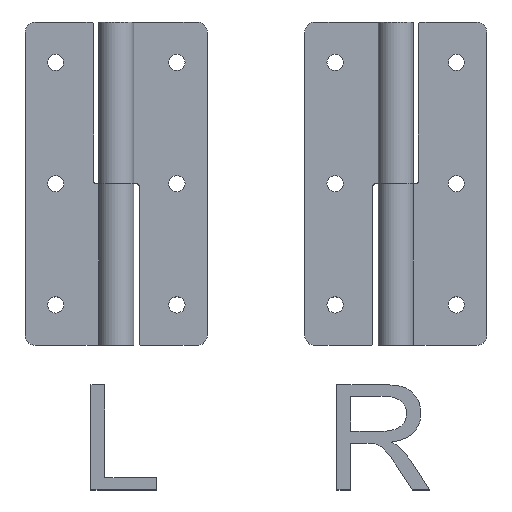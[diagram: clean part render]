
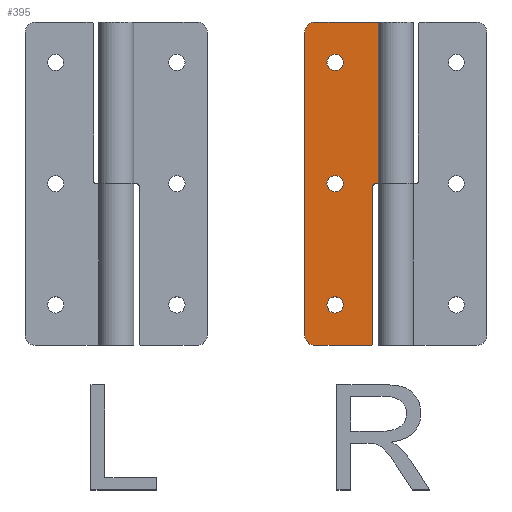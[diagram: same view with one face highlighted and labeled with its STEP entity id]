
A CAD part, top view. The second image highlights one B-rep face of the part: STEP entity #395.
In plain terms, the highlighted planar face has unit normal (0, 0, 1).
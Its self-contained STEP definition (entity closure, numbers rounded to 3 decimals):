
#22=TRIMMED_CURVE($,#130,(#3086),(#3087),.T.,.CARTESIAN.);
#24=TRIMMED_CURVE($,#132,(#3094),(#3095),.T.,.CARTESIAN.);
#26=TRIMMED_CURVE($,#134,(#3102),(#3103),.T.,.CARTESIAN.);
#28=TRIMMED_CURVE($,#136,(#3108),(#3109),.T.,.CARTESIAN.);
#30=TRIMMED_CURVE($,#138,(#3118),(#3119),.T.,.CARTESIAN.);
#32=TRIMMED_CURVE($,#140,(#3130),(#3131),.T.,.CARTESIAN.);
#34=TRIMMED_CURVE($,#142,(#3136),(#3137),.T.,.CARTESIAN.);
#36=TRIMMED_CURVE($,#144,(#3144),(#3145),.T.,.CARTESIAN.);
#38=TRIMMED_CURVE($,#146,(#3152),(#3153),.T.,.CARTESIAN.);
#40=TRIMMED_CURVE($,#148,(#3160),(#3161),.T.,.CARTESIAN.);
#130=CIRCLE('',#2148,1.6);
#132=CIRCLE('',#2150,1.6);
#134=CIRCLE('',#2152,1.6);
#136=CIRCLE('',#2154,0.5);
#138=CIRCLE('',#2156,0.5);
#140=CIRCLE('',#2158,2.);
#142=CIRCLE('',#2160,2.);
#144=CIRCLE('',#2162,1.6);
#146=CIRCLE('',#2164,1.6);
#148=CIRCLE('',#2166,1.6);
#330=FACE_BOUND('',#625,.T.);
#331=FACE_BOUND('',#626,.T.);
#332=FACE_BOUND('',#627,.T.);
#395=ADVANCED_FACE('',(#507,#330,#331,#332),#1981,.T.);
#507=FACE_OUTER_BOUND('',#624,.T.);
#624=EDGE_LOOP('',(#887,#888,#889,#890,#891,#892,#893,#894,#895,#896));
#625=EDGE_LOOP('',(#897,#898));
#626=EDGE_LOOP('',(#899,#900));
#627=EDGE_LOOP('',(#901,#902));
#887=ORIENTED_EDGE('',*,*,#1392,.F.);
#888=ORIENTED_EDGE('',*,*,#1423,.T.);
#889=ORIENTED_EDGE('',*,*,#1394,.T.);
#890=ORIENTED_EDGE('',*,*,#1414,.T.);
#891=ORIENTED_EDGE('',*,*,#1403,.T.);
#892=ORIENTED_EDGE('',*,*,#1418,.T.);
#893=ORIENTED_EDGE('',*,*,#1381,.T.);
#894=ORIENTED_EDGE('',*,*,#1395,.T.);
#895=ORIENTED_EDGE('',*,*,#1396,.F.);
#896=ORIENTED_EDGE('',*,*,#1425,.T.);
#897=ORIENTED_EDGE('',*,*,#1406,.T.);
#898=ORIENTED_EDGE('',*,*,#1428,.T.);
#899=ORIENTED_EDGE('',*,*,#1409,.T.);
#900=ORIENTED_EDGE('',*,*,#1431,.T.);
#901=ORIENTED_EDGE('',*,*,#1412,.T.);
#902=ORIENTED_EDGE('',*,*,#1434,.T.);
#1381=EDGE_CURVE('',#1819,#1812,#1679,.T.);
#1392=EDGE_CURVE('',#1832,#1831,#1688,.T.);
#1394=EDGE_CURVE('',#1833,#1821,#1690,.T.);
#1395=EDGE_CURVE('',#1812,#1808,#1691,.T.);
#1396=EDGE_CURVE('',#1834,#1808,#1692,.T.);
#1403=EDGE_CURVE('',#1826,#1825,#1696,.T.);
#1406=EDGE_CURVE('',#1814,#1836,#22,.T.);
#1409=EDGE_CURVE('',#1816,#1838,#24,.T.);
#1412=EDGE_CURVE('',#1818,#1840,#26,.T.);
#1414=EDGE_CURVE('',#1821,#1826,#28,.T.);
#1418=EDGE_CURVE('',#1825,#1819,#30,.T.);
#1423=EDGE_CURVE('',#1832,#1833,#32,.T.);
#1425=EDGE_CURVE('',#1834,#1831,#34,.T.);
#1428=EDGE_CURVE('',#1836,#1814,#36,.T.);
#1431=EDGE_CURVE('',#1838,#1816,#38,.T.);
#1434=EDGE_CURVE('',#1840,#1818,#40,.T.);
#1679=B_SPLINE_CURVE_WITH_KNOTS('',1,(#3030,#3031),.UNSPECIFIED.,.F.,.F.,
(2,2),(46.,50.),.UNSPECIFIED.);
#1688=B_SPLINE_CURVE_WITH_KNOTS('',1,(#3053,#3054),.UNSPECIFIED.,.F.,.F.,
(2,2),(2.,62.),.UNSPECIFIED.);
#1690=B_SPLINE_CURVE_WITH_KNOTS('',1,(#3057,#3058),.UNSPECIFIED.,.F.,.F.,
(2,2),(41.,52.),.UNSPECIFIED.);
#1691=B_SPLINE_CURVE_WITH_KNOTS('',1,(#3059,#3060),.UNSPECIFIED.,.F.,.F.,
(2,2),(32.,64.),.UNSPECIFIED.);
#1692=B_SPLINE_CURVE_WITH_KNOTS('',1,(#3061,#3062),.UNSPECIFIED.,.F.,.F.,
(2,2),(41.,57.),.UNSPECIFIED.);
#1696=B_SPLINE_CURVE_WITH_KNOTS('',1,(#3078,#3079),.UNSPECIFIED.,.F.,.F.,
(2,2),(14.,45.),.UNSPECIFIED.);
#1808=VERTEX_POINT('',#2997);
#1812=VERTEX_POINT('',#3001);
#1814=VERTEX_POINT('',#3003);
#1816=VERTEX_POINT('',#3005);
#1818=VERTEX_POINT('',#3007);
#1819=VERTEX_POINT('',#3008);
#1821=VERTEX_POINT('',#3010);
#1825=VERTEX_POINT('',#3014);
#1826=VERTEX_POINT('',#3015);
#1831=VERTEX_POINT('',#3020);
#1832=VERTEX_POINT('',#3021);
#1833=VERTEX_POINT('',#3022);
#1834=VERTEX_POINT('',#3023);
#1836=VERTEX_POINT('',#3025);
#1838=VERTEX_POINT('',#3027);
#1840=VERTEX_POINT('',#3029);
#1981=PLANE('',#2127);
#2127=AXIS2_PLACEMENT_3D('',#2978,#2346,$);
#2148=AXIS2_PLACEMENT_3D($,#3085,#2372,#2373);
#2150=AXIS2_PLACEMENT_3D($,#3093,#2376,#2377);
#2152=AXIS2_PLACEMENT_3D($,#3101,#2380,#2381);
#2154=AXIS2_PLACEMENT_3D($,#3107,#2384,#2385);
#2156=AXIS2_PLACEMENT_3D($,#3117,#2388,#2389);
#2158=AXIS2_PLACEMENT_3D($,#3129,#2392,#2393);
#2160=AXIS2_PLACEMENT_3D($,#3135,#2396,#2397);
#2162=AXIS2_PLACEMENT_3D($,#3143,#2400,#2401);
#2164=AXIS2_PLACEMENT_3D($,#3151,#2404,#2405);
#2166=AXIS2_PLACEMENT_3D($,#3159,#2408,#2409);
#2346=DIRECTION('',(0.,0.,1.));
#2372=DIRECTION('',(0.,0.,-1.));
#2373=DIRECTION('',(-1.,0.,0.));
#2376=DIRECTION('',(0.,0.,-1.));
#2377=DIRECTION('',(-1.,0.,0.));
#2380=DIRECTION('',(0.,0.,-1.));
#2381=DIRECTION('',(-1.,0.,0.));
#2384=DIRECTION('',(0.,0.,1.));
#2385=DIRECTION('',(0.,-1.,0.));
#2388=DIRECTION('',(0.,0.,-1.));
#2389=DIRECTION('',(-1.,0.,0.));
#2392=DIRECTION('',(0.,0.,1.));
#2393=DIRECTION('',(-1.,0.,0.));
#2396=DIRECTION('',(0.,0.,1.));
#2397=DIRECTION('',(0.,1.,0.));
#2400=DIRECTION('',(0.,0.,-1.));
#2401=DIRECTION('',(1.,0.,0.));
#2404=DIRECTION('',(0.,0.,-1.));
#2405=DIRECTION('',(1.,0.,0.));
#2408=DIRECTION('',(0.,0.,-1.));
#2409=DIRECTION('',(1.,0.,0.));
#2978=CARTESIAN_POINT('',(44.909,0.,-0.497));
#2997=CARTESIAN_POINT('',(62.909,64.,-0.497));
#3001=CARTESIAN_POINT('',(62.909,32.,-0.497));
#3003=CARTESIAN_POINT('',(49.309,8.,-0.497));
#3005=CARTESIAN_POINT('',(49.309,32.,-0.497));
#3007=CARTESIAN_POINT('',(49.309,56.,-0.497));
#3008=CARTESIAN_POINT('',(58.909,32.,-0.497));
#3010=CARTESIAN_POINT('',(57.909,0.,-0.497));
#3014=CARTESIAN_POINT('',(58.409,31.5,-0.497));
#3015=CARTESIAN_POINT('',(58.409,0.5,-0.497));
#3020=CARTESIAN_POINT('',(44.909,62.,-0.497));
#3021=CARTESIAN_POINT('',(44.909,2.,-0.497));
#3022=CARTESIAN_POINT('',(46.909,0.,-0.497));
#3023=CARTESIAN_POINT('',(46.909,64.,-0.497));
#3025=CARTESIAN_POINT('',(52.509,8.,-0.497));
#3027=CARTESIAN_POINT('',(52.509,32.,-0.497));
#3029=CARTESIAN_POINT('',(52.509,56.,-0.497));
#3030=CARTESIAN_POINT('',(58.909,32.,-0.497));
#3031=CARTESIAN_POINT('',(62.909,32.,-0.497));
#3053=CARTESIAN_POINT('',(44.909,2.,-0.497));
#3054=CARTESIAN_POINT('',(44.909,62.,-0.497));
#3057=CARTESIAN_POINT('',(46.909,0.,-0.497));
#3058=CARTESIAN_POINT('',(57.909,0.,-0.497));
#3059=CARTESIAN_POINT('',(62.909,32.,-0.497));
#3060=CARTESIAN_POINT('',(62.909,64.,-0.497));
#3061=CARTESIAN_POINT('',(46.909,64.,-0.497));
#3062=CARTESIAN_POINT('',(62.909,64.,-0.497));
#3078=CARTESIAN_POINT('',(58.409,0.5,-0.497));
#3079=CARTESIAN_POINT('',(58.409,31.5,-0.497));
#3085=CARTESIAN_POINT('',(50.909,8.,-0.497));
#3086=CARTESIAN_POINT('',(49.309,8.,-0.497));
#3087=CARTESIAN_POINT('',(52.509,8.,-0.497));
#3093=CARTESIAN_POINT('',(50.909,32.,-0.497));
#3094=CARTESIAN_POINT('',(49.309,32.,-0.497));
#3095=CARTESIAN_POINT('',(52.509,32.,-0.497));
#3101=CARTESIAN_POINT('',(50.909,56.,-0.497));
#3102=CARTESIAN_POINT('',(49.309,56.,-0.497));
#3103=CARTESIAN_POINT('',(52.509,56.,-0.497));
#3107=CARTESIAN_POINT('',(57.909,0.5,-0.497));
#3108=CARTESIAN_POINT('',(57.909,0.,-0.497));
#3109=CARTESIAN_POINT('',(58.409,0.5,-0.497));
#3117=CARTESIAN_POINT('',(58.909,31.5,-0.497));
#3118=CARTESIAN_POINT('',(58.409,31.5,-0.497));
#3119=CARTESIAN_POINT('',(58.909,32.,-0.497));
#3129=CARTESIAN_POINT('',(46.909,2.,-0.497));
#3130=CARTESIAN_POINT('',(44.909,2.,-0.497));
#3131=CARTESIAN_POINT('',(46.909,0.,-0.497));
#3135=CARTESIAN_POINT('',(46.909,62.,-0.497));
#3136=CARTESIAN_POINT('',(46.909,64.,-0.497));
#3137=CARTESIAN_POINT('',(44.909,62.,-0.497));
#3143=CARTESIAN_POINT('',(50.909,8.,-0.497));
#3144=CARTESIAN_POINT('',(52.509,8.,-0.497));
#3145=CARTESIAN_POINT('',(49.309,8.,-0.497));
#3151=CARTESIAN_POINT('',(50.909,32.,-0.497));
#3152=CARTESIAN_POINT('',(52.509,32.,-0.497));
#3153=CARTESIAN_POINT('',(49.309,32.,-0.497));
#3159=CARTESIAN_POINT('',(50.909,56.,-0.497));
#3160=CARTESIAN_POINT('',(52.509,56.,-0.497));
#3161=CARTESIAN_POINT('',(49.309,56.,-0.497));
